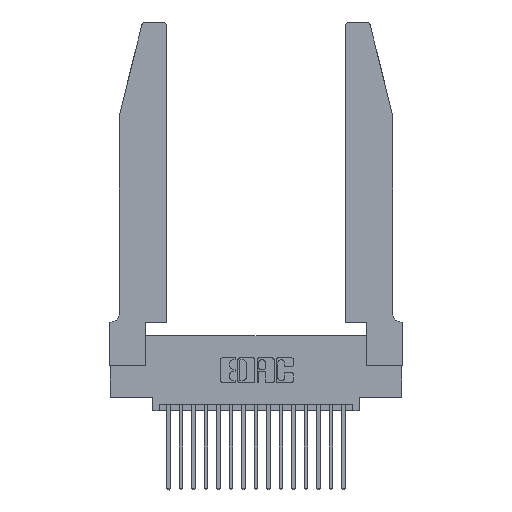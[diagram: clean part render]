
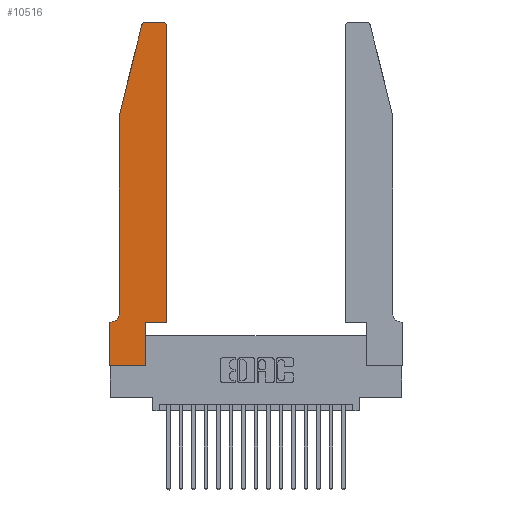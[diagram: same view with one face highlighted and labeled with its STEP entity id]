
A CAD part, top view. The second image highlights one B-rep face of the part: STEP entity #10516.
In plain terms, the highlighted planar face has unit normal (0, 0, 1).
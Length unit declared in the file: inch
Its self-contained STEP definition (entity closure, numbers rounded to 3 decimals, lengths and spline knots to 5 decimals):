
#40 = LINE ( 'NONE', #11150, #2706 ) ;
#273 = EDGE_CURVE ( 'NONE', #3568, #6707, #17779, .T. ) ;
#299 = CIRCLE ( 'NONE', #6590, 0.03 ) ;
#464 = VERTEX_POINT ( 'NONE', #4010 ) ;
#481 = CIRCLE ( 'NONE', #7613, 0.07 ) ;
#538 = VECTOR ( 'NONE', #597, 39.37008 ) ;
#548 = CARTESIAN_POINT ( 'NONE',  ( 0.25487, 2.72718, 0.37 ) ) ;
#597 = DIRECTION ( 'NONE',  ( 0., -1., 0. ) ) ;
#791 = CIRCLE ( 'NONE', #19197, 0.03 ) ;
#1086 = VECTOR ( 'NONE', #7834, 39.37008 ) ;
#1321 = LINE ( 'NONE', #13333, #17058 ) ;
#1399 = ORIENTED_EDGE ( 'NONE', *, *, #20206, .T. ) ;
#1481 = EDGE_LOOP ( 'NONE', ( #2624, #12737, #5768, #7237, #8739, #2698, #1399, #10619, #8969, #18027, #2824, #14107 ) ) ;
#1518 = LINE ( 'NONE', #13612, #17255 ) ;
#2070 = VERTEX_POINT ( 'NONE', #10269 ) ;
#2273 = PLANE ( 'NONE',  #10225 ) ;
#2340 = DIRECTION ( 'NONE',  ( 0., 0., 1. ) ) ;
#2413 = CARTESIAN_POINT ( 'NONE',  ( 0.4205, 2.72, 0.37 ) ) ;
#2417 = EDGE_CURVE ( 'NONE', #6707, #16435, #40, .T. ) ;
#2601 = CARTESIAN_POINT ( 'NONE',  ( 0.2865, 0., 0.37 ) ) ;
#2624 = ORIENTED_EDGE ( 'NONE', *, *, #12955, .T. ) ;
#2698 = ORIENTED_EDGE ( 'NONE', *, *, #18777, .T. ) ;
#2706 = VECTOR ( 'NONE', #6454, 39.37008 ) ;
#2824 = ORIENTED_EDGE ( 'NONE', *, *, #15919, .T. ) ;
#3315 = VERTEX_POINT ( 'NONE', #9518 ) ;
#3346 = LINE ( 'NONE', #11596, #10000 ) ;
#3537 = CARTESIAN_POINT ( 'NONE',  ( 0., 0.35, 0.37 ) ) ;
#3568 = VERTEX_POINT ( 'NONE', #548 ) ;
#4010 = CARTESIAN_POINT ( 'NONE',  ( 0.2865, 0.35, 0.37 ) ) ;
#4013 = DIRECTION ( 'NONE',  ( 0., 0., -1. ) ) ;
#4401 = VERTEX_POINT ( 'NONE', #7154 ) ;
#4481 = VECTOR ( 'NONE', #16265, 39.37008 ) ;
#4651 = CARTESIAN_POINT ( 'NONE',  ( 0.0755, 2., 0.37 ) ) ;
#4906 = CARTESIAN_POINT ( 'NONE',  ( 0.0755, 2., 0.37 ) ) ;
#5247 = CARTESIAN_POINT ( 'NONE',  ( 0.2605, 2.75, 0.37 ) ) ;
#5460 = LINE ( 'NONE', #5247, #4481 ) ;
#5768 = ORIENTED_EDGE ( 'NONE', *, *, #273, .T. ) ;
#6333 = EDGE_CURVE ( 'NONE', #7648, #464, #3346, .T. ) ;
#6371 = VERTEX_POINT ( 'NONE', #3537 ) ;
#6381 = CARTESIAN_POINT ( 'NONE',  ( 0.284, 2.72, 0.37 ) ) ;
#6454 = DIRECTION ( 'NONE',  ( 0., -1., 0. ) ) ;
#6476 = VERTEX_POINT ( 'NONE', #7245 ) ;
#6590 = AXIS2_PLACEMENT_3D ( 'NONE', #2413, #15115, #16610 ) ;
#6692 = DIRECTION ( 'NONE',  ( 0., 1., 0. ) ) ;
#6707 = VERTEX_POINT ( 'NONE', #4906 ) ;
#6984 = VERTEX_POINT ( 'NONE', #15038 ) ;
#7052 = DIRECTION ( 'NONE',  ( 1., 0., 0. ) ) ;
#7154 = CARTESIAN_POINT ( 'NONE',  ( 0.4505, 0.35, 0.37 ) ) ;
#7237 = ORIENTED_EDGE ( 'NONE', *, *, #2417, .T. ) ;
#7245 = CARTESIAN_POINT ( 'NONE',  ( 0.4505, 2.72, 0.37 ) ) ;
#7613 = AXIS2_PLACEMENT_3D ( 'NONE', #11945, #4013, #19765 ) ;
#7648 = VERTEX_POINT ( 'NONE', #2601 ) ;
#7662 = CARTESIAN_POINT ( 'NONE',  ( 0.0755, 0.42, 0.37 ) ) ;
#7834 = DIRECTION ( 'NONE',  ( -0.239, -0.971, 0. ) ) ;
#8000 = EDGE_CURVE ( 'NONE', #464, #4401, #1321, .T. ) ;
#8739 = ORIENTED_EDGE ( 'NONE', *, *, #14867, .T. ) ;
#8969 = ORIENTED_EDGE ( 'NONE', *, *, #6333, .T. ) ;
#9518 = CARTESIAN_POINT ( 'NONE',  ( 0.4205, 2.75, 0.37 ) ) ;
#9945 = EDGE_CURVE ( 'NONE', #6476, #3315, #299, .T. ) ;
#10000 = VECTOR ( 'NONE', #6692, 39.37008 ) ;
#10162 = VECTOR ( 'NONE', #20318, 39.37008 ) ;
#10220 = DIRECTION ( 'NONE',  ( 1., 0., 0. ) ) ;
#10225 = AXIS2_PLACEMENT_3D ( 'NONE', #19533, #2340, #10220 ) ;
#10269 = CARTESIAN_POINT ( 'NONE',  ( 0., 0., 0.37 ) ) ;
#10272 = LINE ( 'NONE', #10467, #17877 ) ;
#10467 = CARTESIAN_POINT ( 'NONE',  ( 0.4505, 0.35, 0.37 ) ) ;
#10516 = ADVANCED_FACE ( 'NONE', ( #16758 ), #2273, .T. ) ;
#10619 = ORIENTED_EDGE ( 'NONE', *, *, #13690, .T. ) ;
#11150 = CARTESIAN_POINT ( 'NONE',  ( 0.0755, 2., 0.37 ) ) ;
#11474 = CARTESIAN_POINT ( 'NONE',  ( 0., 0., 0.37 ) ) ;
#11596 = CARTESIAN_POINT ( 'NONE',  ( 0.2865, 0.35, 0.37 ) ) ;
#11945 = CARTESIAN_POINT ( 'NONE',  ( 0.0055, 0.42, 0.37 ) ) ;
#12389 = LINE ( 'NONE', #14175, #10162 ) ;
#12737 = ORIENTED_EDGE ( 'NONE', *, *, #13399, .T. ) ;
#12955 = EDGE_CURVE ( 'NONE', #3315, #6984, #5460, .T. ) ;
#13333 = CARTESIAN_POINT ( 'NONE',  ( 0.4505, 0.35, 0.37 ) ) ;
#13399 = EDGE_CURVE ( 'NONE', #6984, #3568, #791, .T. ) ;
#13612 = CARTESIAN_POINT ( 'NONE',  ( 0., 0., 0.37 ) ) ;
#13690 = EDGE_CURVE ( 'NONE', #2070, #7648, #1518, .T. ) ;
#14107 = ORIENTED_EDGE ( 'NONE', *, *, #9945, .T. ) ;
#14175 = CARTESIAN_POINT ( 'NONE',  ( 0.0755, 0.35, 0.37 ) ) ;
#14378 = DIRECTION ( 'NONE',  ( 1., 0., 0. ) ) ;
#14867 = EDGE_CURVE ( 'NONE', #16435, #20109, #481, .T. ) ;
#15038 = CARTESIAN_POINT ( 'NONE',  ( 0.284, 2.75, 0.37 ) ) ;
#15115 = DIRECTION ( 'NONE',  ( 0., 0., 1. ) ) ;
#15919 = EDGE_CURVE ( 'NONE', #4401, #6476, #10272, .T. ) ;
#16265 = DIRECTION ( 'NONE',  ( -1., 0., 0. ) ) ;
#16435 = VERTEX_POINT ( 'NONE', #7662 ) ;
#16610 = DIRECTION ( 'NONE',  ( 1., 0., 0. ) ) ;
#16758 = FACE_OUTER_BOUND ( 'NONE', #1481, .T. ) ;
#17058 = VECTOR ( 'NONE', #7052, 39.37008 ) ;
#17252 = LINE ( 'NONE', #11474, #538 ) ;
#17255 = VECTOR ( 'NONE', #17809, 39.37008 ) ;
#17779 = LINE ( 'NONE', #4651, #1086 ) ;
#17809 = DIRECTION ( 'NONE',  ( 1., 0., 0. ) ) ;
#17877 = VECTOR ( 'NONE', #18347, 39.37008 ) ;
#18027 = ORIENTED_EDGE ( 'NONE', *, *, #8000, .T. ) ;
#18347 = DIRECTION ( 'NONE',  ( 0., 1., 0. ) ) ;
#18777 = EDGE_CURVE ( 'NONE', #20109, #6371, #12389, .T. ) ;
#18898 = DIRECTION ( 'NONE',  ( 0., 0., 1. ) ) ;
#19197 = AXIS2_PLACEMENT_3D ( 'NONE', #6381, #18898, #14378 ) ;
#19533 = CARTESIAN_POINT ( 'NONE',  ( 0., 0.35, 0.37 ) ) ;
#19765 = DIRECTION ( 'NONE',  ( -1., 0., 0. ) ) ;
#20089 = CARTESIAN_POINT ( 'NONE',  ( 0.0055, 0.35, 0.37 ) ) ;
#20109 = VERTEX_POINT ( 'NONE', #20089 ) ;
#20206 = EDGE_CURVE ( 'NONE', #6371, #2070, #17252, .T. ) ;
#20318 = DIRECTION ( 'NONE',  ( -1., 0., 0. ) ) ;
